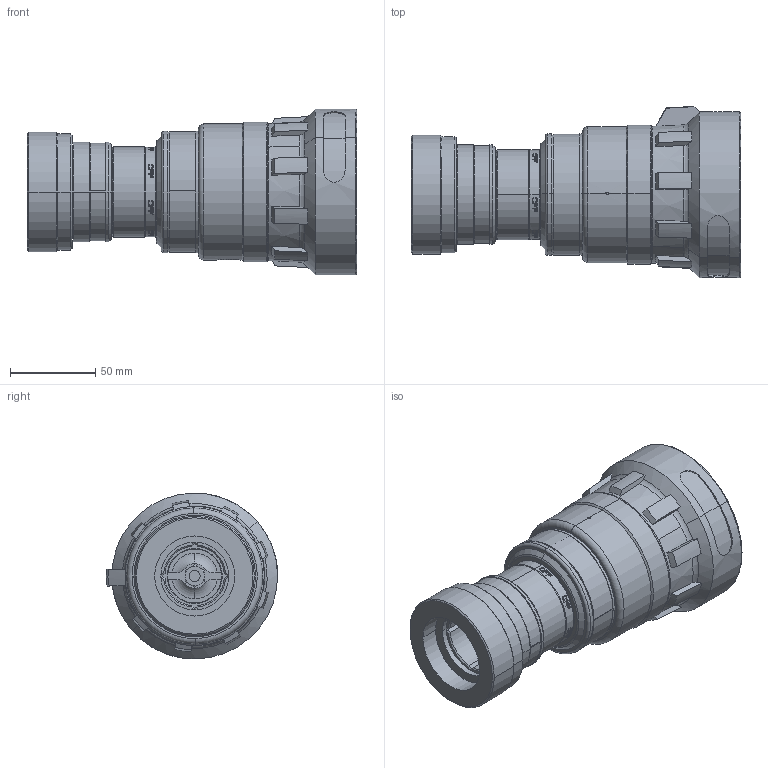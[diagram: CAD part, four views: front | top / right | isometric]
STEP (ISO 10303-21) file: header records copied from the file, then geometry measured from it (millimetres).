
FILE_DESCRIPTION((''),'2;1');
FILE_NAME('D43424_SW0001','2012-03-20T',('cleon'),(''),'PRO/ENGINEER BY PARAMETRIC TECHNOLOGY CORPORATION, 2011180','PRO/ENGINEER BY PARAMETRIC TECHNOLOGY CORPORATION, 2011180','');
FILE_SCHEMA(('CONFIG_CONTROL_DESIGN'));
Length unit declared in the file: inch
Products named in the file (1): D43424_SW0001
Bounding box: 192.89 x 100.37 x 97.22 mm (x, y, z)
Surface area: 135303.2 mm2 (no closed solid volume)
Topology: 0 solids, 60 shells, 630 faces, 2615 edges, 2015 vertices
Faces by surface type: plane 227, cylinder 222, cone 106, torus 39, bspline 36
Entity records: 33023 total; most frequent: CARTESIAN_POINT 12609, ORIENTED_EDGE 4001, DIRECTION 3887, EDGE_CURVE 2615, VERTEX_POINT 2015, AXIS2_PLACEMENT_3D 1349, VECTOR 1189, LINE 1189
